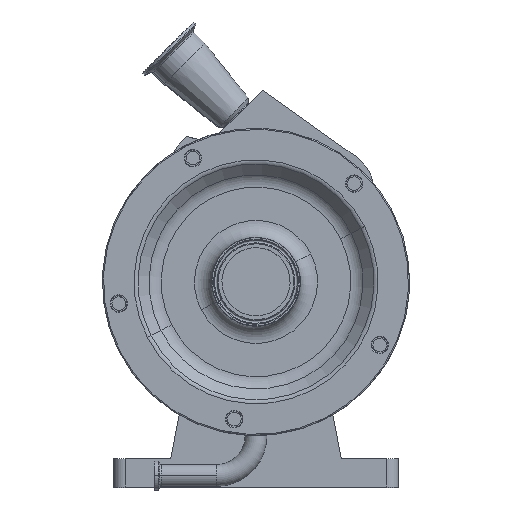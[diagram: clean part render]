
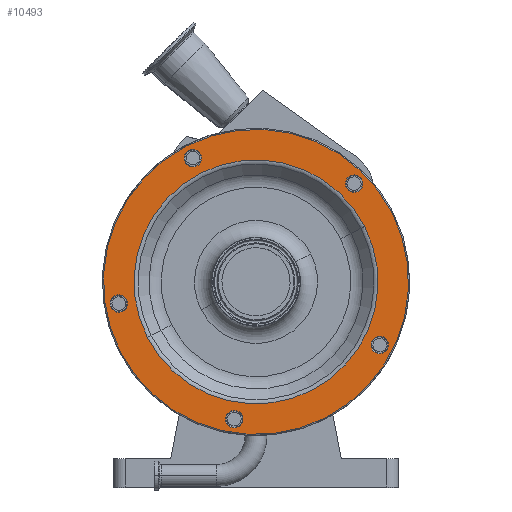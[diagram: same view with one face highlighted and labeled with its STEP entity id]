
A CAD part, top view. The second image highlights one B-rep face of the part: STEP entity #10493.
In plain terms, the highlighted planar face has unit normal (0, 0, 1).
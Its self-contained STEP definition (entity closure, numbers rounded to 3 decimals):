
#154 = EDGE_CURVE ( 'NONE', #7126, #4911, #4065, .T. ) ;
#340 = ORIENTED_EDGE ( 'NONE', *, *, #5385, .T. ) ;
#406 = CIRCLE ( 'NONE', #10711, 134. ) ;
#461 = DIRECTION ( 'NONE',  ( 0., 0., -1. ) ) ;
#610 = ORIENTED_EDGE ( 'NONE', *, *, #1614, .T. ) ;
#639 = CARTESIAN_POINT ( 'NONE',  ( 0., 0., 209.5 ) ) ;
#673 = ORIENTED_EDGE ( 'NONE', *, *, #867, .T. ) ;
#676 = EDGE_CURVE ( 'NONE', #10078, #2379, #8648, .T. ) ;
#719 = CARTESIAN_POINT ( 'NONE',  ( -55.387, 108.703, 209.5 ) ) ;
#752 = DIRECTION ( 'NONE',  ( 0., 0., -1. ) ) ;
#813 = ORIENTED_EDGE ( 'NONE', *, *, #10820, .T. ) ;
#835 = AXIS2_PLACEMENT_3D ( 'NONE', #4587, #6491, #2099 ) ;
#837 = CARTESIAN_POINT ( 'NONE',  ( -19.085, -120.498, 209.5 ) ) ;
#867 = EDGE_CURVE ( 'NONE', #8275, #8120, #5048, .T. ) ;
#958 = AXIS2_PLACEMENT_3D ( 'NONE', #10630, #6369, #1552 ) ;
#960 = EDGE_LOOP ( 'NONE', ( #10344, #9369 ) ) ;
#977 = AXIS2_PLACEMENT_3D ( 'NONE', #837, #3417, #4270 ) ;
#1114 = CARTESIAN_POINT ( 'NONE',  ( 0., 0., 209.5 ) ) ;
#1323 = ORIENTED_EDGE ( 'NONE', *, *, #5420, .T. ) ;
#1428 = FACE_BOUND ( 'NONE', #4250, .T. ) ;
#1492 = DIRECTION ( 'NONE',  ( -0.891, -0.454, 0. ) ) ;
#1510 = CIRCLE ( 'NONE', #10727, 7.644 ) ;
#1552 = DIRECTION ( 'NONE',  ( -0.891, -0.454, 0. ) ) ;
#1614 = EDGE_CURVE ( 'NONE', #10945, #9936, #4140, .T. ) ;
#1642 = CIRCLE ( 'NONE', #6497, 107.071 ) ;
#1659 = CIRCLE ( 'NONE', #7974, 7.644 ) ;
#1812 = AXIS2_PLACEMENT_3D ( 'NONE', #10766, #461, #5558 ) ;
#1817 = ORIENTED_EDGE ( 'NONE', *, *, #4792, .F. ) ;
#1857 = DIRECTION ( 'NONE',  ( 0., 0., -1. ) ) ;
#1957 = CARTESIAN_POINT ( 'NONE',  ( -55.387, 108.703, 209.5 ) ) ;
#2072 = DIRECTION ( 'NONE',  ( 0., 0., -1. ) ) ;
#2099 = DIRECTION ( 'NONE',  ( -0.891, -0.454, 0. ) ) ;
#2122 = CARTESIAN_POINT ( 'NONE',  ( 79.456, 82.797, 209.5 ) ) ;
#2322 = FACE_OUTER_BOUND ( 'NONE', #4188, .T. ) ;
#2355 = EDGE_CURVE ( 'NONE', #3723, #3934, #1642, .T. ) ;
#2379 = VERTEX_POINT ( 'NONE', #7848 ) ;
#2528 = CARTESIAN_POINT ( 'NONE',  ( 115.513, -51.917, 209.5 ) ) ;
#2839 = DIRECTION ( 'NONE',  ( -0.891, -0.454, 0. ) ) ;
#3417 = DIRECTION ( 'NONE',  ( 0., 0., -1. ) ) ;
#3636 = DIRECTION ( 'NONE',  ( 0., 0., -1. ) ) ;
#3723 = VERTEX_POINT ( 'NONE', #10524 ) ;
#3757 = AXIS2_PLACEMENT_3D ( 'NONE', #9604, #1857, #5312 ) ;
#3800 = DIRECTION ( 'NONE',  ( -0.891, -0.454, 0. ) ) ;
#3934 = VERTEX_POINT ( 'NONE', #6881 ) ;
#4013 = EDGE_CURVE ( 'NONE', #4911, #7126, #1659, .T. ) ;
#4014 = FACE_BOUND ( 'NONE', #6452, .T. ) ;
#4065 = CIRCLE ( 'NONE', #6424, 7.644 ) ;
#4071 = FACE_BOUND ( 'NONE', #10475, .T. ) ;
#4140 = CIRCLE ( 'NONE', #1812, 7.644 ) ;
#4146 = DIRECTION ( 'NONE',  ( 0., 0., -1. ) ) ;
#4188 = EDGE_LOOP ( 'NONE', ( #5691, #1817 ) ) ;
#4250 = EDGE_LOOP ( 'NONE', ( #7219, #10133 ) ) ;
#4270 = DIRECTION ( 'NONE',  ( -0.891, -0.454, 0. ) ) ;
#4587 = CARTESIAN_POINT ( 'NONE',  ( 108.703, -55.387, 209.5 ) ) ;
#4616 = AXIS2_PLACEMENT_3D ( 'NONE', #7525, #752, #1492 ) ;
#4784 = CARTESIAN_POINT ( 'NONE',  ( 108.703, -55.387, 209.5 ) ) ;
#4792 = EDGE_CURVE ( 'NONE', #9950, #7158, #406, .T. ) ;
#4911 = VERTEX_POINT ( 'NONE', #11100 ) ;
#4936 = ORIENTED_EDGE ( 'NONE', *, *, #4013, .T. ) ;
#5048 = CIRCLE ( 'NONE', #8474, 7.644 ) ;
#5142 = EDGE_LOOP ( 'NONE', ( #4936, #9937 ) ) ;
#5312 = DIRECTION ( 'NONE',  ( -0.891, -0.454, 0. ) ) ;
#5353 = CARTESIAN_POINT ( 'NONE',  ( -119.395, -60.835, 209.5 ) ) ;
#5385 = EDGE_CURVE ( 'NONE', #9936, #10945, #10904, .T. ) ;
#5416 = DIRECTION ( 'NONE',  ( 0., 0., -1. ) ) ;
#5420 = EDGE_CURVE ( 'NONE', #2379, #10078, #10176, .T. ) ;
#5558 = DIRECTION ( 'NONE',  ( -0.891, -0.454, 0. ) ) ;
#5604 = EDGE_CURVE ( 'NONE', #3934, #3723, #10919, .T. ) ;
#5691 = ORIENTED_EDGE ( 'NONE', *, *, #10277, .F. ) ;
#5730 = FACE_BOUND ( 'NONE', #5142, .T. ) ;
#5863 = AXIS2_PLACEMENT_3D ( 'NONE', #10178, #9277, #7385 ) ;
#5891 = CARTESIAN_POINT ( 'NONE',  ( 93.078, 89.737, 209.5 ) ) ;
#5989 = VERTEX_POINT ( 'NONE', #10968 ) ;
#6369 = DIRECTION ( 'NONE',  ( 0., 0., -1. ) ) ;
#6424 = AXIS2_PLACEMENT_3D ( 'NONE', #719, #4146, #11084 ) ;
#6452 = EDGE_LOOP ( 'NONE', ( #8380, #1323 ) ) ;
#6491 = DIRECTION ( 'NONE',  ( 0., 0., -1. ) ) ;
#6497 = AXIS2_PLACEMENT_3D ( 'NONE', #1114, #3636, #9550 ) ;
#6741 = AXIS2_PLACEMENT_3D ( 'NONE', #6820, #8747, #7773 ) ;
#6820 = CARTESIAN_POINT ( 'NONE',  ( 86.267, 86.267, 209.5 ) ) ;
#6881 = CARTESIAN_POINT ( 'NONE',  ( 95.401, 48.609, 209.5 ) ) ;
#6905 = CIRCLE ( 'NONE', #958, 7.644 ) ;
#7050 = CARTESIAN_POINT ( 'NONE',  ( -120.498, -19.085, 209.5 ) ) ;
#7126 = VERTEX_POINT ( 'NONE', #7994 ) ;
#7143 = CIRCLE ( 'NONE', #835, 7.644 ) ;
#7158 = VERTEX_POINT ( 'NONE', #5353 ) ;
#7219 = ORIENTED_EDGE ( 'NONE', *, *, #9356, .T. ) ;
#7305 = VERTEX_POINT ( 'NONE', #7627 ) ;
#7385 = DIRECTION ( 'NONE',  ( -0.891, -0.454, 0. ) ) ;
#7424 = DIRECTION ( 'NONE',  ( -0.891, -0.454, 0. ) ) ;
#7525 = CARTESIAN_POINT ( 'NONE',  ( -60.835, 119.395, 209.5 ) ) ;
#7544 = DIRECTION ( 'NONE',  ( 0., 0., -1. ) ) ;
#7627 = CARTESIAN_POINT ( 'NONE',  ( -127.309, -22.555, 209.5 ) ) ;
#7773 = DIRECTION ( 'NONE',  ( -0.891, -0.454, 0. ) ) ;
#7848 = CARTESIAN_POINT ( 'NONE',  ( -25.896, -123.968, 209.5 ) ) ;
#7974 = AXIS2_PLACEMENT_3D ( 'NONE', #1957, #5416, #3800 ) ;
#7994 = CARTESIAN_POINT ( 'NONE',  ( -62.197, 105.233, 209.5 ) ) ;
#7995 = CARTESIAN_POINT ( 'NONE',  ( 0., 0., 209.5 ) ) ;
#8120 = VERTEX_POINT ( 'NONE', #2528 ) ;
#8227 = EDGE_CURVE ( 'NONE', #7305, #5989, #6905, .T. ) ;
#8275 = VERTEX_POINT ( 'NONE', #8393 ) ;
#8296 = DIRECTION ( 'NONE',  ( -0.891, -0.454, 0. ) ) ;
#8380 = ORIENTED_EDGE ( 'NONE', *, *, #676, .T. ) ;
#8393 = CARTESIAN_POINT ( 'NONE',  ( 101.892, -58.857, 209.5 ) ) ;
#8474 = AXIS2_PLACEMENT_3D ( 'NONE', #4784, #7544, #7424 ) ;
#8648 = CIRCLE ( 'NONE', #3757, 7.644 ) ;
#8678 = DIRECTION ( 'NONE',  ( 0., 0., -1. ) ) ;
#8747 = DIRECTION ( 'NONE',  ( 0., 0., -1. ) ) ;
#9234 = PLANE ( 'NONE',  #4616 ) ;
#9277 = DIRECTION ( 'NONE',  ( 0., 0., -1. ) ) ;
#9356 = EDGE_CURVE ( 'NONE', #5989, #7305, #1510, .T. ) ;
#9369 = ORIENTED_EDGE ( 'NONE', *, *, #5604, .T. ) ;
#9550 = DIRECTION ( 'NONE',  ( -0.891, -0.454, 0. ) ) ;
#9604 = CARTESIAN_POINT ( 'NONE',  ( -19.085, -120.498, 209.5 ) ) ;
#9840 = AXIS2_PLACEMENT_3D ( 'NONE', #7995, #8678, #2839 ) ;
#9873 = CARTESIAN_POINT ( 'NONE',  ( 119.395, 60.835, 209.5 ) ) ;
#9936 = VERTEX_POINT ( 'NONE', #2122 ) ;
#9937 = ORIENTED_EDGE ( 'NONE', *, *, #154, .T. ) ;
#9950 = VERTEX_POINT ( 'NONE', #9873 ) ;
#10078 = VERTEX_POINT ( 'NONE', #10326 ) ;
#10132 = FACE_BOUND ( 'NONE', #960, .T. ) ;
#10133 = ORIENTED_EDGE ( 'NONE', *, *, #8227, .T. ) ;
#10176 = CIRCLE ( 'NONE', #977, 7.644 ) ;
#10178 = CARTESIAN_POINT ( 'NONE',  ( 0., 0., 209.5 ) ) ;
#10277 = EDGE_CURVE ( 'NONE', #7158, #9950, #10936, .T. ) ;
#10326 = CARTESIAN_POINT ( 'NONE',  ( -12.274, -117.028, 209.5 ) ) ;
#10344 = ORIENTED_EDGE ( 'NONE', *, *, #2355, .T. ) ;
#10475 = EDGE_LOOP ( 'NONE', ( #610, #340 ) ) ;
#10493 = ADVANCED_FACE ( 'NONE', ( #4071, #10999, #4014, #1428, #5730, #2322, #10132 ), #9234, .F. ) ;
#10524 = CARTESIAN_POINT ( 'NONE',  ( -95.401, -48.609, 209.5 ) ) ;
#10571 = DIRECTION ( 'NONE',  ( -0.891, -0.454, 0. ) ) ;
#10630 = CARTESIAN_POINT ( 'NONE',  ( -120.498, -19.085, 209.5 ) ) ;
#10711 = AXIS2_PLACEMENT_3D ( 'NONE', #639, #10978, #8296 ) ;
#10727 = AXIS2_PLACEMENT_3D ( 'NONE', #7050, #2072, #10571 ) ;
#10766 = CARTESIAN_POINT ( 'NONE',  ( 86.267, 86.267, 209.5 ) ) ;
#10820 = EDGE_CURVE ( 'NONE', #8120, #8275, #7143, .T. ) ;
#10904 = CIRCLE ( 'NONE', #6741, 7.644 ) ;
#10919 = CIRCLE ( 'NONE', #5863, 107.071 ) ;
#10936 = CIRCLE ( 'NONE', #9840, 134. ) ;
#10945 = VERTEX_POINT ( 'NONE', #5891 ) ;
#10968 = CARTESIAN_POINT ( 'NONE',  ( -113.687, -15.615, 209.5 ) ) ;
#10978 = DIRECTION ( 'NONE',  ( 0., 0., -1. ) ) ;
#10999 = FACE_BOUND ( 'NONE', #11189, .T. ) ;
#11084 = DIRECTION ( 'NONE',  ( -0.891, -0.454, 0. ) ) ;
#11100 = CARTESIAN_POINT ( 'NONE',  ( -48.576, 112.173, 209.5 ) ) ;
#11189 = EDGE_LOOP ( 'NONE', ( #813, #673 ) ) ;
